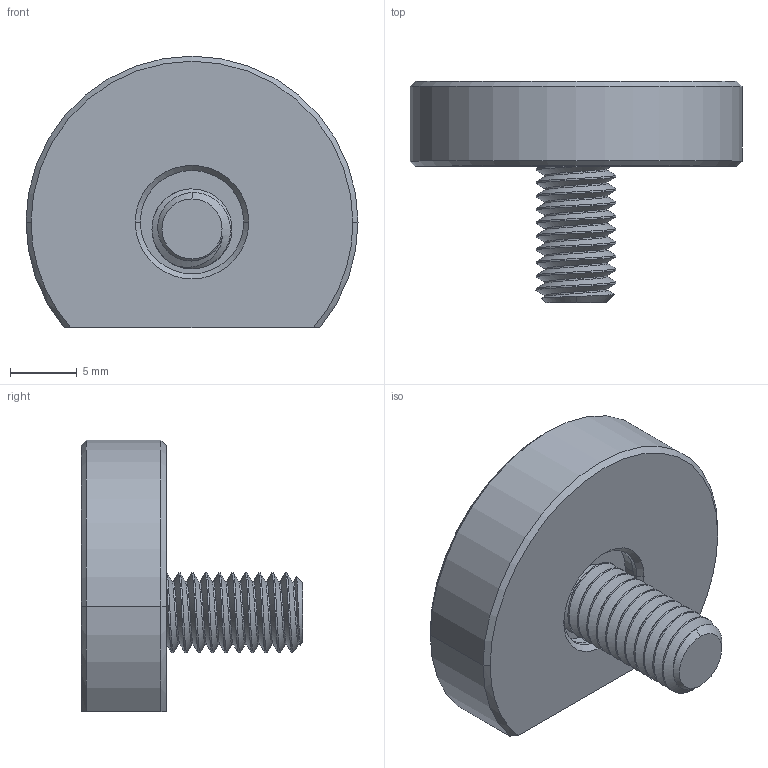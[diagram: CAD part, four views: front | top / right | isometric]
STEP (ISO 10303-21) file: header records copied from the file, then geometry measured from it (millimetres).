
FILE_DESCRIPTION (( 'STEP AP214' ), '1' );
FILE_NAME ('50506_MB.STEP', '2021-10-29T15:54:57', ( '' ), ( '' ), 'SwSTEP 2.0', 'SolidWorks 2021', '' );
FILE_SCHEMA (( 'AUTOMOTIVE_DESIGN' ));
Length unit declared in the file: inch
Products named in the file (3): 50365_50365; Machineable Fixture Clamp Washers, Configured_10604; 50506_MB
Assembly tree (2 placements, depth 2):
  50506_MB
    Machineable Fixture Clamp Washers, Configured_10604
    50365_50365
Bounding box: 24.89 x 16.59 x 20.37 mm (x, y, z)
Volume: 2792.2 mm3; surface area: 1948.6 mm2
Topology: 2 solids, 2 shells, 71 faces, 169 edges, 105 vertices
Faces by surface type: cylinder 33, cone 21, plane 14, bspline 3
Entity records: 4159 total; most frequent: CARTESIAN_POINT 2558, ORIENTED_EDGE 338, DIRECTION 288, EDGE_CURVE 169, AXIS2_PLACEMENT_3D 114, VERTEX_POINT 105, EDGE_LOOP 76, ADVANCED_FACE 71
